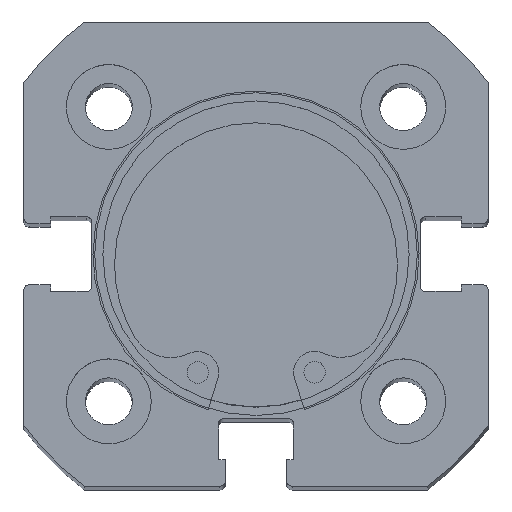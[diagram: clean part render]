
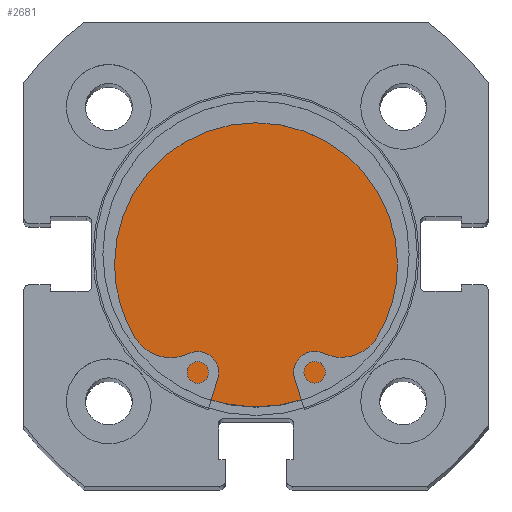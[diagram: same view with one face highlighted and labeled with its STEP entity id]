
A CAD part, top view. The second image highlights one B-rep face of the part: STEP entity #2681.
In plain terms, the highlighted face is planar.
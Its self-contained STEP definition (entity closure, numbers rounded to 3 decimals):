
#134 = VERTEX_POINT ( 'NONE', #1450 ) ;
#135 = VERTEX_POINT ( 'NONE', #1451 ) ;
#148 = AXIS2_PLACEMENT_3D ( 'NONE', #4865, #4866, #4867 ) ;
#170 = AXIS2_PLACEMENT_3D ( 'NONE', #4890, #4898, #4899 ) ;
#628 = CIRCLE ( 'NONE', #148, 13.5 ) ;
#646 = CIRCLE ( 'NONE', #170, 13.5 ) ;
#1450 = CARTESIAN_POINT ( 'NONE',  ( 6., 0., 13.5 ) ) ;
#1451 = CARTESIAN_POINT ( 'NONE',  ( 6., 0., -13.5 ) ) ;
#1695 = AXIS2_PLACEMENT_3D ( 'NONE', #4185, #4187, #4188 ) ;
#2287 = EDGE_LOOP ( 'NONE', ( #2968, #2969 ) ) ;
#2681 = ADVANCED_FACE ( 'NONE', ( #3541 ), #4186, .F. ) ;
#2968 = ORIENTED_EDGE ( 'NONE', *, *, #5778, .F. ) ;
#2969 = ORIENTED_EDGE ( 'NONE', *, *, #5766, .F. ) ;
#3541 = FACE_OUTER_BOUND ( 'NONE', #2287, .T. ) ;
#4185 = CARTESIAN_POINT ( 'NONE',  ( 6., 13.5, 0. ) ) ;
#4186 = PLANE ( 'NONE',  #1695 ) ;
#4187 = DIRECTION ( 'NONE',  ( -1., 0., 0. ) ) ;
#4188 = DIRECTION ( 'NONE',  ( 0., 0., 1. ) ) ;
#4865 = CARTESIAN_POINT ( 'NONE',  ( 6., 0., 0. ) ) ;
#4866 = DIRECTION ( 'NONE',  ( -1., 0., 0. ) ) ;
#4867 = DIRECTION ( 'NONE',  ( 0., 0., 1. ) ) ;
#4890 = CARTESIAN_POINT ( 'NONE',  ( 6., 0., 0. ) ) ;
#4898 = DIRECTION ( 'NONE',  ( -1., 0., 0. ) ) ;
#4899 = DIRECTION ( 'NONE',  ( 0., 0., 1. ) ) ;
#5766 = EDGE_CURVE ( 'NONE', #135, #134, #628, .T. ) ;
#5778 = EDGE_CURVE ( 'NONE', #134, #135, #646, .T. ) ;
